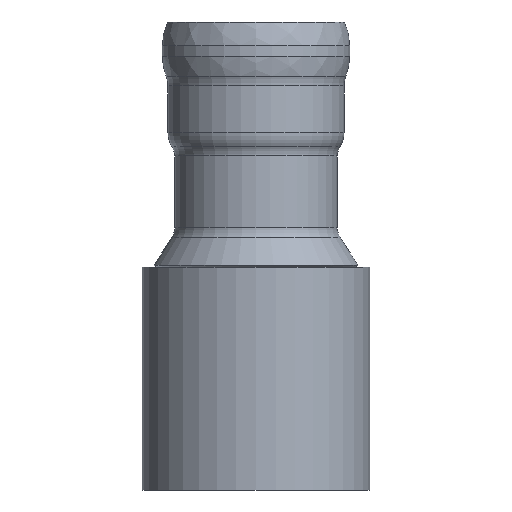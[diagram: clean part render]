
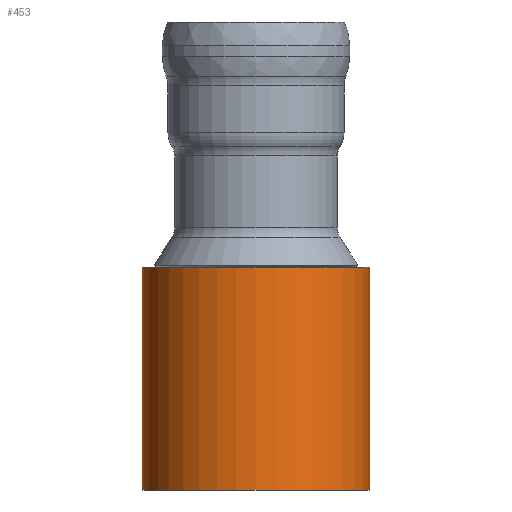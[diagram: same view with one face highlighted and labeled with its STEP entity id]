
A CAD part, front view. The second image highlights one B-rep face of the part: STEP entity #453.
In plain terms, the highlighted cylindrical face has radius 510 mm (diameter 1020 mm), a full revolution.
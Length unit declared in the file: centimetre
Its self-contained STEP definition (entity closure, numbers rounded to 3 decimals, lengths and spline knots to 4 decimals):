
#40=CYLINDRICAL_SURFACE('',#533,51.);
#52=LINE('',#948,#64);
#64=VECTOR('',#704,51.);
#94=FACE_OUTER_BOUND('',#123,.T.);
#123=EDGE_LOOP('',(#414,#415,#416,#417));
#178=CIRCLE('',#532,51.);
#179=CIRCLE('',#534,51.);
#220=VERTEX_POINT('',#943);
#221=VERTEX_POINT('',#946);
#285=EDGE_CURVE('',#220,#220,#178,.T.);
#286=EDGE_CURVE('',#221,#221,#179,.T.);
#287=EDGE_CURVE('',#221,#220,#52,.T.);
#414=ORIENTED_EDGE('',*,*,#286,.F.);
#415=ORIENTED_EDGE('',*,*,#287,.T.);
#416=ORIENTED_EDGE('',*,*,#285,.T.);
#417=ORIENTED_EDGE('',*,*,#287,.F.);
#453=ADVANCED_FACE('',(#94),#40,.T.);
#532=AXIS2_PLACEMENT_3D('',#944,#698,#699);
#533=AXIS2_PLACEMENT_3D('',#945,#700,#701);
#534=AXIS2_PLACEMENT_3D('',#947,#702,#703);
#698=DIRECTION('center_axis',(0.,0.,-1.));
#699=DIRECTION('ref_axis',(1.,0.,0.));
#700=DIRECTION('center_axis',(0.,0.,-1.));
#701=DIRECTION('ref_axis',(1.,0.,0.));
#702=DIRECTION('center_axis',(0.,0.,-1.));
#703=DIRECTION('ref_axis',(1.,0.,0.));
#704=DIRECTION('',(0.,0.,1.));
#943=CARTESIAN_POINT('',(78.7973,97.1939,-160.039));
#944=CARTESIAN_POINT('Origin',(129.7973,97.1939,-160.039));
#945=CARTESIAN_POINT('Origin',(129.7973,97.1939,-210.039));
#946=CARTESIAN_POINT('',(78.7973,97.1939,-260.039));
#947=CARTESIAN_POINT('Origin',(129.7973,97.1939,-260.039));
#948=CARTESIAN_POINT('',(78.7973,97.1939,-210.039));
